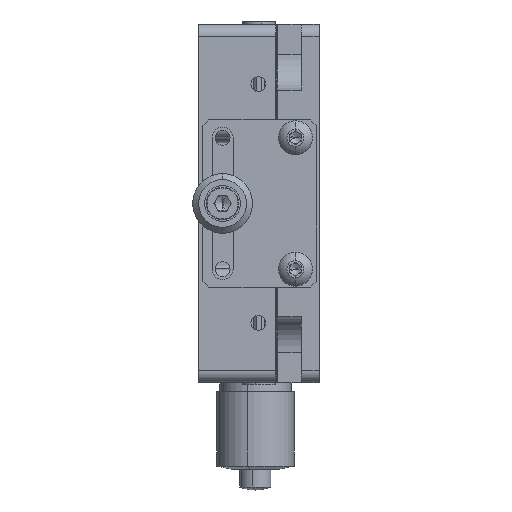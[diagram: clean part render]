
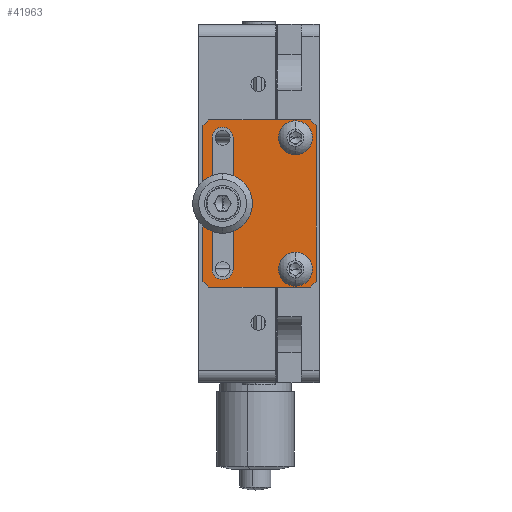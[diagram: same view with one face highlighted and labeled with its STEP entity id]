
A CAD part, left-side view. The second image highlights one B-rep face of the part: STEP entity #41963.
In plain terms, the highlighted planar face has unit normal (-1, 0, 0).
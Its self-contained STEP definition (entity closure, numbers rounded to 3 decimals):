
#131 = DIRECTION ( 'NONE',  ( -1., 0., 0. ) ) ;
#234 = DIRECTION ( 'NONE',  ( 0., 0., -1. ) ) ;
#638 = ORIENTED_EDGE ( 'NONE', *, *, #32588, .F. ) ;
#997 = LINE ( 'NONE', #2307, #41658 ) ;
#1105 = DIRECTION ( 'NONE',  ( 0., -0.707, -0.707 ) ) ;
#1110 = ORIENTED_EDGE ( 'NONE', *, *, #19183, .T. ) ;
#1162 = VERTEX_POINT ( 'NONE', #37803 ) ;
#1473 = EDGE_CURVE ( 'NONE', #16050, #42030, #26004, .T. ) ;
#1708 = CIRCLE ( 'NONE', #17586, 1.75 ) ;
#1748 = AXIS2_PLACEMENT_3D ( 'NONE', #38502, #18836, #41833 ) ;
#1806 = VERTEX_POINT ( 'NONE', #42504 ) ;
#1932 = LINE ( 'NONE', #19946, #31243 ) ;
#2136 = AXIS2_PLACEMENT_3D ( 'NONE', #19853, #131, #23183 ) ;
#2307 = CARTESIAN_POINT ( 'NONE',  ( -30.8, 19.5, -14. ) ) ;
#2348 = ORIENTED_EDGE ( 'NONE', *, *, #9671, .T. ) ;
#3161 = DIRECTION ( 'NONE',  ( 0., 1., 0. ) ) ;
#3468 = EDGE_CURVE ( 'NONE', #1162, #6076, #35403, .T. ) ;
#4726 = CARTESIAN_POINT ( 'NONE',  ( -30.8, 14.45, -11. ) ) ;
#4984 = VERTEX_POINT ( 'NONE', #14706 ) ;
#5295 = VERTEX_POINT ( 'NONE', #12954 ) ;
#6076 = VERTEX_POINT ( 'NONE', #21940 ) ;
#6107 = ORIENTED_EDGE ( 'NONE', *, *, #26971, .F. ) ;
#6490 = CARTESIAN_POINT ( 'NONE',  ( -30.8, 16.2, 11. ) ) ;
#7033 = CARTESIAN_POINT ( 'NONE',  ( -30.8, 14.45, 11. ) ) ;
#7170 = CIRCLE ( 'NONE', #29507, 1.75 ) ;
#7500 = LINE ( 'NONE', #38524, #23990 ) ;
#7984 = CARTESIAN_POINT ( 'NONE',  ( -30.8, 4., -9.25 ) ) ;
#8290 = AXIS2_PLACEMENT_3D ( 'NONE', #8652, #31653, #11966 ) ;
#8435 = EDGE_CURVE ( 'NONE', #1806, #11418, #37898, .T. ) ;
#8507 = VECTOR ( 'NONE', #41144, 1000. ) ;
#8605 = CARTESIAN_POINT ( 'NONE',  ( -30.8, 1.5, 14. ) ) ;
#8652 = CARTESIAN_POINT ( 'NONE',  ( -30.8, 4., -11. ) ) ;
#8918 = EDGE_CURVE ( 'NONE', #42030, #1162, #29064, .T. ) ;
#9525 = EDGE_CURVE ( 'NONE', #39348, #27331, #26916, .T. ) ;
#9671 = EDGE_CURVE ( 'NONE', #40386, #16050, #19164, .T. ) ;
#9801 = DIRECTION ( 'NONE',  ( 0., 0., -1. ) ) ;
#9886 = EDGE_CURVE ( 'NONE', #4984, #27625, #10376, .T. ) ;
#9991 = EDGE_LOOP ( 'NONE', ( #33055, #11323 ) ) ;
#10167 = AXIS2_PLACEMENT_3D ( 'NONE', #32983, #13303, #36278 ) ;
#10376 = CIRCLE ( 'NONE', #1748, 1.75 ) ;
#10383 = DIRECTION ( 'NONE',  ( 1., 0., 0. ) ) ;
#10582 = VECTOR ( 'NONE', #37466, 1000. ) ;
#10634 = CIRCLE ( 'NONE', #19319, 1.75 ) ;
#10683 = DIRECTION ( 'NONE',  ( -1., 0., 0. ) ) ;
#11323 = ORIENTED_EDGE ( 'NONE', *, *, #29960, .F. ) ;
#11418 = VERTEX_POINT ( 'NONE', #7984 ) ;
#11438 = DIRECTION ( 'NONE',  ( 0., 0.707, 0.707 ) ) ;
#11662 = CARTESIAN_POINT ( 'NONE',  ( -30.8, 19.5, 13. ) ) ;
#11966 = DIRECTION ( 'NONE',  ( 0., 0., -1. ) ) ;
#12954 = CARTESIAN_POINT ( 'NONE',  ( -30.8, 14.45, 11. ) ) ;
#13303 = DIRECTION ( 'NONE',  ( -1., 0., 0. ) ) ;
#13451 = LINE ( 'NONE', #7033, #27857 ) ;
#13552 = CIRCLE ( 'NONE', #2136, 1.75 ) ;
#13679 = DIRECTION ( 'NONE',  ( -1., 0., 0. ) ) ;
#13923 = CARTESIAN_POINT ( 'NONE',  ( -30.8, 18.5, -14. ) ) ;
#14134 = ORIENTED_EDGE ( 'NONE', *, *, #29903, .F. ) ;
#14706 = CARTESIAN_POINT ( 'NONE',  ( -30.8, 4., 9.25 ) ) ;
#14781 = ORIENTED_EDGE ( 'NONE', *, *, #9525, .T. ) ;
#16050 = VERTEX_POINT ( 'NONE', #30122 ) ;
#16251 = VERTEX_POINT ( 'NONE', #29680 ) ;
#17586 = AXIS2_PLACEMENT_3D ( 'NONE', #33364, #13679, #36643 ) ;
#18206 = VECTOR ( 'NONE', #34936, 1000. ) ;
#18836 = DIRECTION ( 'NONE',  ( -1., 0., 0. ) ) ;
#18860 = DIRECTION ( 'NONE',  ( 0., -0.707, 0.707 ) ) ;
#19164 = LINE ( 'NONE', #22879, #27924 ) ;
#19183 = EDGE_CURVE ( 'NONE', #6076, #37821, #997, .T. ) ;
#19319 = AXIS2_PLACEMENT_3D ( 'NONE', #6490, #29478, #9801 ) ;
#19502 = ORIENTED_EDGE ( 'NONE', *, *, #3468, .T. ) ;
#19853 = CARTESIAN_POINT ( 'NONE',  ( -30.8, 16.2, -11. ) ) ;
#19917 = EDGE_LOOP ( 'NONE', ( #638, #6107, #14134, #24812, #27084 ) ) ;
#19946 = CARTESIAN_POINT ( 'NONE',  ( -30.8, 17.95, 11. ) ) ;
#21940 = CARTESIAN_POINT ( 'NONE',  ( -30.8, 18.5, -14. ) ) ;
#22656 = FACE_BOUND ( 'NONE', #40857, .T. ) ;
#22879 = CARTESIAN_POINT ( 'NONE',  ( -30.8, 0.5, 14. ) ) ;
#23173 = AXIS2_PLACEMENT_3D ( 'NONE', #30054, #10383, #33374 ) ;
#23183 = DIRECTION ( 'NONE',  ( 0., 0., -1. ) ) ;
#23763 = EDGE_LOOP ( 'NONE', ( #2348, #40483, #27870, #19502, #1110, #30358, #14781, #36424 ) ) ;
#23990 = VECTOR ( 'NONE', #18860, 1000. ) ;
#24463 = EDGE_CURVE ( 'NONE', #37821, #39348, #7500, .T. ) ;
#24663 = CARTESIAN_POINT ( 'NONE',  ( -30.8, 1.5, 14. ) ) ;
#24812 = ORIENTED_EDGE ( 'NONE', *, *, #31812, .F. ) ;
#26004 = LINE ( 'NONE', #11662, #8507 ) ;
#26165 = EDGE_CURVE ( 'NONE', #27331, #40386, #32959, .T. ) ;
#26446 = EDGE_CURVE ( 'NONE', #27625, #4984, #7170, .T. ) ;
#26755 = DIRECTION ( 'NONE',  ( 0., 0., 1. ) ) ;
#26916 = LINE ( 'NONE', #41592, #18206 ) ;
#26971 = EDGE_CURVE ( 'NONE', #40730, #5295, #13451, .T. ) ;
#27084 = ORIENTED_EDGE ( 'NONE', *, *, #41323, .F. ) ;
#27331 = VERTEX_POINT ( 'NONE', #32739 ) ;
#27625 = VERTEX_POINT ( 'NONE', #31413 ) ;
#27857 = VECTOR ( 'NONE', #26755, 1000. ) ;
#27870 = ORIENTED_EDGE ( 'NONE', *, *, #8918, .T. ) ;
#27924 = VECTOR ( 'NONE', #3161, 1000. ) ;
#28719 = CARTESIAN_POINT ( 'NONE',  ( -30.8, 17.95, -11. ) ) ;
#29032 = ORIENTED_EDGE ( 'NONE', *, *, #9886, .F. ) ;
#29064 = LINE ( 'NONE', #34168, #10582 ) ;
#29478 = DIRECTION ( 'NONE',  ( -1., 0., 0. ) ) ;
#29507 = AXIS2_PLACEMENT_3D ( 'NONE', #30376, #10683, #33671 ) ;
#29680 = CARTESIAN_POINT ( 'NONE',  ( -30.8, 16.2, 12.75 ) ) ;
#29903 = EDGE_CURVE ( 'NONE', #31645, #40730, #13552, .T. ) ;
#29960 = EDGE_CURVE ( 'NONE', #11418, #1806, #1708, .T. ) ;
#30054 = CARTESIAN_POINT ( 'NONE',  ( -30.8, 0.5, 14. ) ) ;
#30122 = CARTESIAN_POINT ( 'NONE',  ( -30.8, 18.5, 14. ) ) ;
#30358 = ORIENTED_EDGE ( 'NONE', *, *, #24463, .T. ) ;
#30376 = CARTESIAN_POINT ( 'NONE',  ( -30.8, 4., 11. ) ) ;
#31243 = VECTOR ( 'NONE', #234, 1000. ) ;
#31371 = FACE_BOUND ( 'NONE', #19917, .T. ) ;
#31413 = CARTESIAN_POINT ( 'NONE',  ( -30.8, 4., 12.75 ) ) ;
#31645 = VERTEX_POINT ( 'NONE', #28719 ) ;
#31653 = DIRECTION ( 'NONE',  ( -1., 0., 0. ) ) ;
#31812 = EDGE_CURVE ( 'NONE', #35665, #31645, #1932, .T. ) ;
#31894 = DIRECTION ( 'NONE',  ( 0., -1., 0. ) ) ;
#32588 = EDGE_CURVE ( 'NONE', #5295, #16251, #10634, .T. ) ;
#32739 = CARTESIAN_POINT ( 'NONE',  ( -30.8, 0.5, 13. ) ) ;
#32959 = LINE ( 'NONE', #24663, #41736 ) ;
#32983 = CARTESIAN_POINT ( 'NONE',  ( -30.8, 16.2, 11. ) ) ;
#33055 = ORIENTED_EDGE ( 'NONE', *, *, #8435, .F. ) ;
#33364 = CARTESIAN_POINT ( 'NONE',  ( -30.8, 4., -11. ) ) ;
#33374 = DIRECTION ( 'NONE',  ( 0., 0., 1. ) ) ;
#33671 = DIRECTION ( 'NONE',  ( 0., 0., -1. ) ) ;
#33788 = CARTESIAN_POINT ( 'NONE',  ( -30.8, 19.5, 13. ) ) ;
#34168 = CARTESIAN_POINT ( 'NONE',  ( -30.8, 19.5, 14. ) ) ;
#34382 = VECTOR ( 'NONE', #1105, 1000. ) ;
#34936 = DIRECTION ( 'NONE',  ( 0., 0., 1. ) ) ;
#35403 = LINE ( 'NONE', #13923, #34382 ) ;
#35665 = VERTEX_POINT ( 'NONE', #38751 ) ;
#36278 = DIRECTION ( 'NONE',  ( 0., 0., -1. ) ) ;
#36424 = ORIENTED_EDGE ( 'NONE', *, *, #26165, .T. ) ;
#36520 = PLANE ( 'NONE',  #23173 ) ;
#36643 = DIRECTION ( 'NONE',  ( 0., 0., -1. ) ) ;
#37466 = DIRECTION ( 'NONE',  ( 0., 0., -1. ) ) ;
#37803 = CARTESIAN_POINT ( 'NONE',  ( -30.8, 19.5, -13. ) ) ;
#37821 = VERTEX_POINT ( 'NONE', #40155 ) ;
#37898 = CIRCLE ( 'NONE', #8290, 1.75 ) ;
#38345 = CIRCLE ( 'NONE', #10167, 1.75 ) ;
#38502 = CARTESIAN_POINT ( 'NONE',  ( -30.8, 4., 11. ) ) ;
#38524 = CARTESIAN_POINT ( 'NONE',  ( -30.8, 0.5, -13. ) ) ;
#38751 = CARTESIAN_POINT ( 'NONE',  ( -30.8, 17.95, 11. ) ) ;
#39348 = VERTEX_POINT ( 'NONE', #40947 ) ;
#40133 = FACE_BOUND ( 'NONE', #9991, .T. ) ;
#40155 = CARTESIAN_POINT ( 'NONE',  ( -30.8, 1.5, -14. ) ) ;
#40386 = VERTEX_POINT ( 'NONE', #8605 ) ;
#40483 = ORIENTED_EDGE ( 'NONE', *, *, #1473, .T. ) ;
#40730 = VERTEX_POINT ( 'NONE', #4726 ) ;
#40857 = EDGE_LOOP ( 'NONE', ( #29032, #42027 ) ) ;
#40947 = CARTESIAN_POINT ( 'NONE',  ( -30.8, 0.5, -13. ) ) ;
#41144 = DIRECTION ( 'NONE',  ( 0., 0.707, -0.707 ) ) ;
#41167 = FACE_OUTER_BOUND ( 'NONE', #23763, .T. ) ;
#41323 = EDGE_CURVE ( 'NONE', #16251, #35665, #38345, .T. ) ;
#41592 = CARTESIAN_POINT ( 'NONE',  ( -30.8, 0.5, -14. ) ) ;
#41658 = VECTOR ( 'NONE', #31894, 1000. ) ;
#41736 = VECTOR ( 'NONE', #11438, 1000. ) ;
#41833 = DIRECTION ( 'NONE',  ( 0., 0., -1. ) ) ;
#41963 = ADVANCED_FACE ( 'NONE', ( #40133, #41167, #31371, #22656 ), #36520, .F. ) ;
#42027 = ORIENTED_EDGE ( 'NONE', *, *, #26446, .F. ) ;
#42030 = VERTEX_POINT ( 'NONE', #33788 ) ;
#42504 = CARTESIAN_POINT ( 'NONE',  ( -30.8, 4., -12.75 ) ) ;
